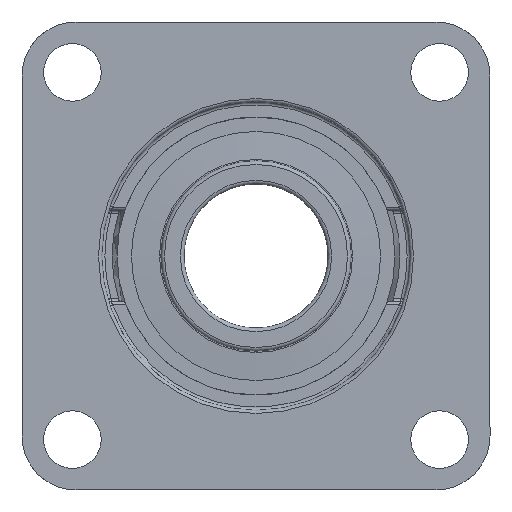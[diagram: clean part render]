
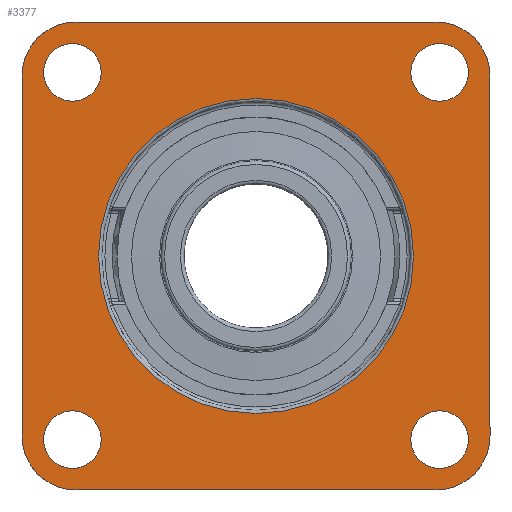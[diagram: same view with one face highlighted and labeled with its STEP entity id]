
A CAD part, left-side view. The second image highlights one B-rep face of the part: STEP entity #3377.
In plain terms, the highlighted face is planar.
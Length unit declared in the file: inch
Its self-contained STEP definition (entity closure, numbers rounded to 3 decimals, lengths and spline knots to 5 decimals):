
#852=VECTOR('',#9086,1.);
#853=VECTOR('',#9087,1.);
#854=VECTOR('',#9090,1.);
#855=VECTOR('',#9091,1.);
#954=LINE('',#5721,#852);
#955=LINE('',#5723,#853);
#956=LINE('',#5727,#854);
#957=LINE('',#5728,#855);
#1151=PLANE('',#3646);
#1289=VERTEX_POINT('',#4773);
#1290=VERTEX_POINT('',#4775);
#1329=VERTEX_POINT('',#5638);
#1330=VERTEX_POINT('',#5640);
#1332=VERTEX_POINT('',#5646);
#1345=VERTEX_POINT('',#5722);
#1346=VERTEX_POINT('',#5724);
#1347=VERTEX_POINT('',#5726);
#1348=VERTEX_POINT('',#5729);
#1349=VERTEX_POINT('',#5732);
#1350=VERTEX_POINT('',#5734);
#1351=VERTEX_POINT('',#5736);
#1352=VERTEX_POINT('',#5738);
#1530=CIRCLE('',#3583,0.59055);
#1565=CIRCLE('',#3637,0.59055);
#1567=CIRCLE('',#3640,1.7225);
#1572=CIRCLE('',#3647,0.59055);
#1573=CIRCLE('',#3648,0.59055);
#1574=CIRCLE('',#3649,0.31496);
#1575=CIRCLE('',#3650,0.31496);
#1576=CIRCLE('',#3651,0.31496);
#1577=CIRCLE('',#3652,0.31496);
#1756=EDGE_CURVE('',#1289,#1290,#1530,.T.);
#1821=EDGE_CURVE('',#1329,#1330,#1565,.T.);
#1824=EDGE_CURVE('',#1332,#1332,#1567,.T.);
#1837=EDGE_CURVE('',#1345,#1330,#954,.T.);
#1838=EDGE_CURVE('',#1329,#1346,#955,.T.);
#1839=EDGE_CURVE('',#1347,#1346,#1572,.T.);
#1840=EDGE_CURVE('',#1347,#1290,#956,.T.);
#1841=EDGE_CURVE('',#1289,#1348,#957,.T.);
#1842=EDGE_CURVE('',#1345,#1348,#1573,.T.);
#1843=EDGE_CURVE('',#1349,#1349,#1574,.T.);
#1844=EDGE_CURVE('',#1350,#1350,#1575,.T.);
#1845=EDGE_CURVE('',#1351,#1351,#1576,.T.);
#1846=EDGE_CURVE('',#1352,#1352,#1577,.T.);
#2295=ORIENTED_EDGE('',*,*,#1837,.T.);
#2296=ORIENTED_EDGE('',*,*,#1821,.F.);
#2297=ORIENTED_EDGE('',*,*,#1838,.T.);
#2298=ORIENTED_EDGE('',*,*,#1839,.F.);
#2299=ORIENTED_EDGE('',*,*,#1840,.T.);
#2300=ORIENTED_EDGE('',*,*,#1756,.F.);
#2301=ORIENTED_EDGE('',*,*,#1841,.T.);
#2302=ORIENTED_EDGE('',*,*,#1842,.F.);
#2303=ORIENTED_EDGE('',*,*,#1843,.T.);
#2304=ORIENTED_EDGE('',*,*,#1844,.T.);
#2305=ORIENTED_EDGE('',*,*,#1845,.T.);
#2306=ORIENTED_EDGE('',*,*,#1846,.T.);
#2307=ORIENTED_EDGE('',*,*,#1824,.F.);
#2864=EDGE_LOOP('',(#2295,#2296,#2297,#2298,#2299,#2300,#2301,#2302));
#2865=EDGE_LOOP('',(#2303));
#2866=EDGE_LOOP('',(#2304));
#2867=EDGE_LOOP('',(#2305));
#2868=EDGE_LOOP('',(#2306));
#2869=EDGE_LOOP('',(#2307));
#3120=FACE_BOUND('',#2864,.T.);
#3121=FACE_BOUND('',#2865,.T.);
#3122=FACE_BOUND('',#2866,.T.);
#3123=FACE_BOUND('',#2867,.T.);
#3124=FACE_BOUND('',#2868,.T.);
#3125=FACE_BOUND('',#2869,.T.);
#3377=ADVANCED_FACE('',(#3120,#3121,#3122,#3123,#3124,#3125),#1151,.F.);
#3583=AXIS2_PLACEMENT_3D('',#4774,#8944,#8945);
#3637=AXIS2_PLACEMENT_3D('',#5639,#9063,#9064);
#3640=AXIS2_PLACEMENT_3D('',#5645,#9069,#9070);
#3646=AXIS2_PLACEMENT_3D('',#5720,#9085,$);
#3647=AXIS2_PLACEMENT_3D('',#5725,#9088,#9089);
#3648=AXIS2_PLACEMENT_3D('',#5730,#9092,#9093);
#3649=AXIS2_PLACEMENT_3D('',#5731,#9094,#9095);
#3650=AXIS2_PLACEMENT_3D('',#5733,#9096,#9097);
#3651=AXIS2_PLACEMENT_3D('',#5735,#9098,#9099);
#3652=AXIS2_PLACEMENT_3D('',#5737,#9100,#9101);
#4773=CARTESIAN_POINT('',(-1.9685,2.55906,0.));
#4774=CARTESIAN_POINT('',(-1.9685,1.9685,0.));
#4775=CARTESIAN_POINT('',(-2.55906,1.9685,0.));
#5638=CARTESIAN_POINT('',(1.9685,-2.55906,0.));
#5639=CARTESIAN_POINT('',(1.9685,-1.9685,0.));
#5640=CARTESIAN_POINT('',(2.55906,-1.9685,0.));
#5645=CARTESIAN_POINT('',(0.,0.,0.));
#5646=CARTESIAN_POINT('',(0.,1.7225,0.));
#5720=CARTESIAN_POINT('',(0.,0.,0.));
#5721=CARTESIAN_POINT('',(2.55906,1.9685,0.));
#5722=CARTESIAN_POINT('',(2.55906,1.9685,0.));
#5723=CARTESIAN_POINT('',(1.9685,-2.55906,0.));
#5724=CARTESIAN_POINT('',(-1.9685,-2.55906,0.));
#5725=CARTESIAN_POINT('',(-1.9685,-1.9685,0.));
#5726=CARTESIAN_POINT('',(-2.55906,-1.9685,0.));
#5727=CARTESIAN_POINT('',(-2.55906,-1.9685,0.));
#5728=CARTESIAN_POINT('',(-1.9685,2.55906,0.));
#5729=CARTESIAN_POINT('',(1.9685,2.55906,0.));
#5730=CARTESIAN_POINT('',(1.9685,1.9685,0.));
#5731=CARTESIAN_POINT('',(-2.00787,2.00787,0.));
#5732=CARTESIAN_POINT('',(-2.32283,2.00787,0.));
#5733=CARTESIAN_POINT('',(-2.00787,-2.00787,0.));
#5734=CARTESIAN_POINT('',(-2.00787,-2.32283,0.));
#5735=CARTESIAN_POINT('',(2.00787,-2.00787,0.));
#5736=CARTESIAN_POINT('',(2.32283,-2.00787,0.));
#5737=CARTESIAN_POINT('',(2.00787,2.00787,0.));
#5738=CARTESIAN_POINT('',(2.00787,2.32283,0.));
#8944=DIRECTION('',(0.,0.,1.));
#8945=DIRECTION('',(0.591,0.,0.));
#9063=DIRECTION('',(0.,0.,1.));
#9064=DIRECTION('',(0.591,0.,0.));
#9069=DIRECTION('',(0.,0.,-1.));
#9070=DIRECTION('',(0.,-1.723,0.));
#9085=DIRECTION('',(0.,0.,1.));
#9086=DIRECTION('',(0.,-1.,0.));
#9087=DIRECTION('',(-1.,0.,0.));
#9088=DIRECTION('',(0.,0.,1.));
#9089=DIRECTION('',(0.591,0.,0.));
#9090=DIRECTION('',(0.,1.,0.));
#9091=DIRECTION('',(1.,0.,0.));
#9092=DIRECTION('',(0.,0.,1.));
#9093=DIRECTION('',(0.591,0.,0.));
#9094=DIRECTION('',(0.,0.,1.));
#9095=DIRECTION('',(0.315,0.,0.));
#9096=DIRECTION('',(0.,0.,1.));
#9097=DIRECTION('',(0.,0.315,0.));
#9098=DIRECTION('',(0.,0.,1.));
#9099=DIRECTION('',(-0.315,0.,0.));
#9100=DIRECTION('',(0.,0.,1.));
#9101=DIRECTION('',(0.,-0.315,0.));
